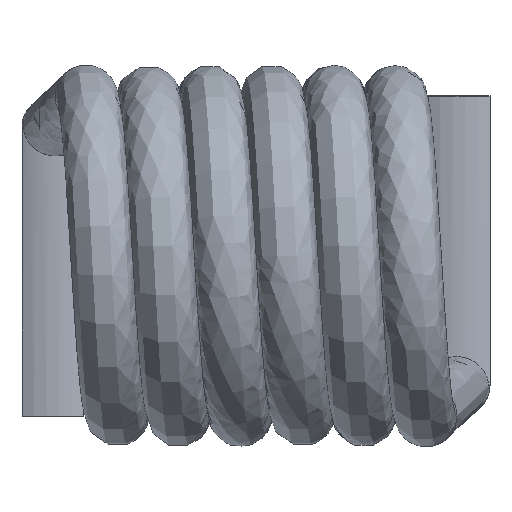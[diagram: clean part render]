
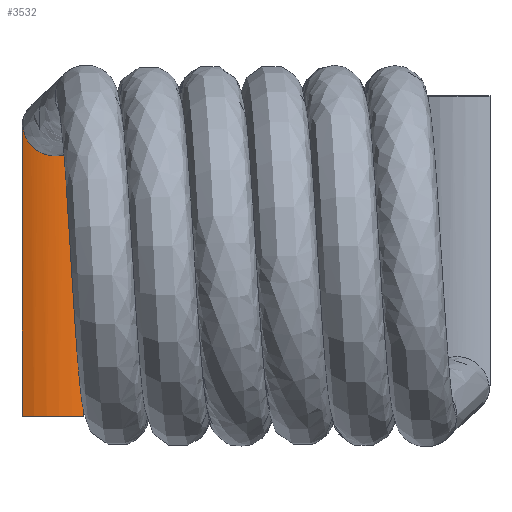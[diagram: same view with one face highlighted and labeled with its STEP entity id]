
A CAD part, top view. The second image highlights one B-rep face of the part: STEP entity #3532.
In plain terms, the highlighted cylindrical face has radius 1.354 mm (diameter 2.709 mm), a partial arc.
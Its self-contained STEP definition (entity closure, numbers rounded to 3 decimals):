
#3111 = VERTEX_POINT('',#3112);
#3112 = CARTESIAN_POINT('',(-4.063,2.255,0.713));
#3120 = EDGE_CURVE('',#3121,#3111,#3123,.T.);
#3121 = VERTEX_POINT('',#3122);
#3122 = CARTESIAN_POINT('',(-3.01,2.117,0.702));
#3123 = B_SPLINE_CURVE_WITH_KNOTS('',7,(#3124,#3125,#3126,#3127,#3128,
#3129,#3130,#3131,#3132,#3133,#3134,#3135,#3136,#3137,#3138,#3139,
#3140,#3141,#3142,#3143,#3144,#3145,#3146,#3147,#3148,#3149,#3150,
#3151,#3152,#3153,#3154,#3155,#3156,#3157,#3158,#3159,#3160,#3161),
.UNSPECIFIED.,.F.,.F.,(8,6,6,6,6,6,8),(0.,0.048,
0.269,0.43,0.589,0.745,1.),
.UNSPECIFIED.);
#3124 = CARTESIAN_POINT('',(-3.01,2.117,0.702));
#3125 = CARTESIAN_POINT('',(-3.013,2.107,
0.703));
#3126 = CARTESIAN_POINT('',(-3.016,2.098,
0.705));
#3127 = CARTESIAN_POINT('',(-3.019,2.089,
0.706));
#3128 = CARTESIAN_POINT('',(-3.023,2.079,
0.707));
#3129 = CARTESIAN_POINT('',(-3.026,2.07,
0.709));
#3130 = CARTESIAN_POINT('',(-3.03,2.061,
0.711));
#3131 = CARTESIAN_POINT('',(-3.053,2.011,0.72
));
#3132 = CARTESIAN_POINT('',(-3.075,1.971,0.729
));
#3133 = CARTESIAN_POINT('',(-3.102,1.934,
0.739));
#3134 = CARTESIAN_POINT('',(-3.133,1.9,0.749)
);
#3135 = CARTESIAN_POINT('',(-3.167,1.87,0.76
));
#3136 = CARTESIAN_POINT('',(-3.205,1.843,0.77
));
#3137 = CARTESIAN_POINT('',(-3.275,1.804,0.786
));
#3138 = CARTESIAN_POINT('',(-3.306,1.789,
0.793));
#3139 = CARTESIAN_POINT('',(-3.339,1.777,0.799
));
#3140 = CARTESIAN_POINT('',(-3.372,1.768,0.803
));
#3141 = CARTESIAN_POINT('',(-3.406,1.761,
0.807));
#3142 = CARTESIAN_POINT('',(-3.441,1.756,
0.81));
#3143 = CARTESIAN_POINT('',(-3.511,1.753,
0.814));
#3144 = CARTESIAN_POINT('',(-3.546,1.753,0.815
));
#3145 = CARTESIAN_POINT('',(-3.581,1.757,
0.815));
#3146 = CARTESIAN_POINT('',(-3.616,1.762,
0.814));
#3147 = CARTESIAN_POINT('',(-3.65,1.77,0.811
));
#3148 = CARTESIAN_POINT('',(-3.684,1.781,
0.808));
#3149 = CARTESIAN_POINT('',(-3.748,1.806,0.8)
);
#3150 = CARTESIAN_POINT('',(-3.779,1.82,
0.795));
#3151 = CARTESIAN_POINT('',(-3.809,1.837,
0.79));
#3152 = CARTESIAN_POINT('',(-3.837,1.855,
0.784));
#3153 = CARTESIAN_POINT('',(-3.864,1.876,0.778
));
#3154 = CARTESIAN_POINT('',(-3.89,1.897,0.771
));
#3155 = CARTESIAN_POINT('',(-3.951,1.959,
0.754));
#3156 = CARTESIAN_POINT('',(-3.985,2.002,
0.743));
#3157 = CARTESIAN_POINT('',(-4.013,2.048,
0.733));
#3158 = CARTESIAN_POINT('',(-4.035,2.097,
0.725));
#3159 = CARTESIAN_POINT('',(-4.051,2.149,
0.718));
#3160 = CARTESIAN_POINT('',(-4.061,2.202,
0.714));
#3161 = CARTESIAN_POINT('',(-4.063,2.255,0.713));
#3514 = VERTEX_POINT('',#3515);
#3515 = CARTESIAN_POINT('',(-3.01,-2.795,0.702));
#3521 = EDGE_CURVE('',#3121,#3514,#3522,.T.);
#3522 = LINE('',#3523,#3524);
#3523 = CARTESIAN_POINT('',(-3.01,2.255,0.702));
#3524 = VECTOR('',#3525,1.);
#3525 = DIRECTION('',(0.,-1.,0.));
#3532 = ADVANCED_FACE('',(#3533),#3561,.T.);
#3533 = FACE_BOUND('',#3534,.F.);
#3534 = EDGE_LOOP('',(#3535,#3536,#3537,#3546,#3554));
#3535 = ORIENTED_EDGE('',*,*,#3120,.F.);
#3536 = ORIENTED_EDGE('',*,*,#3521,.T.);
#3537 = ORIENTED_EDGE('',*,*,#3538,.T.);
#3538 = EDGE_CURVE('',#3514,#3539,#3541,.T.);
#3539 = VERTEX_POINT('',#3540);
#3540 = CARTESIAN_POINT('',(-4.09,-2.795,0.702));
#3541 = CIRCLE('',#3542,1.354);
#3542 = AXIS2_PLACEMENT_3D('',#3543,#3544,#3545);
#3543 = CARTESIAN_POINT('',(-3.55,-2.795,-0.54));
#3544 = DIRECTION('',(0.,-1.,0.));
#3545 = DIRECTION('',(0.399,0.,0.917));
#3546 = ORIENTED_EDGE('',*,*,#3547,.F.);
#3547 = EDGE_CURVE('',#3548,#3539,#3550,.T.);
#3548 = VERTEX_POINT('',#3549);
#3549 = CARTESIAN_POINT('',(-4.09,2.255,0.702));
#3550 = LINE('',#3551,#3552);
#3551 = CARTESIAN_POINT('',(-4.09,2.255,0.702));
#3552 = VECTOR('',#3553,1.);
#3553 = DIRECTION('',(0.,-1.,0.));
#3554 = ORIENTED_EDGE('',*,*,#3555,.F.);
#3555 = EDGE_CURVE('',#3111,#3548,#3556,.T.);
#3556 = CIRCLE('',#3557,1.354);
#3557 = AXIS2_PLACEMENT_3D('',#3558,#3559,#3560);
#3558 = CARTESIAN_POINT('',(-3.55,2.255,-0.54));
#3559 = DIRECTION('',(0.,-1.,0.));
#3560 = DIRECTION('',(0.399,0.,0.917));
#3561 = CYLINDRICAL_SURFACE('',#3562,1.354);
#3562 = AXIS2_PLACEMENT_3D('',#3563,#3564,#3565);
#3563 = CARTESIAN_POINT('',(-3.55,2.255,-0.54));
#3564 = DIRECTION('',(-0.,1.,-0.));
#3565 = DIRECTION('',(0.399,0.,0.917));
